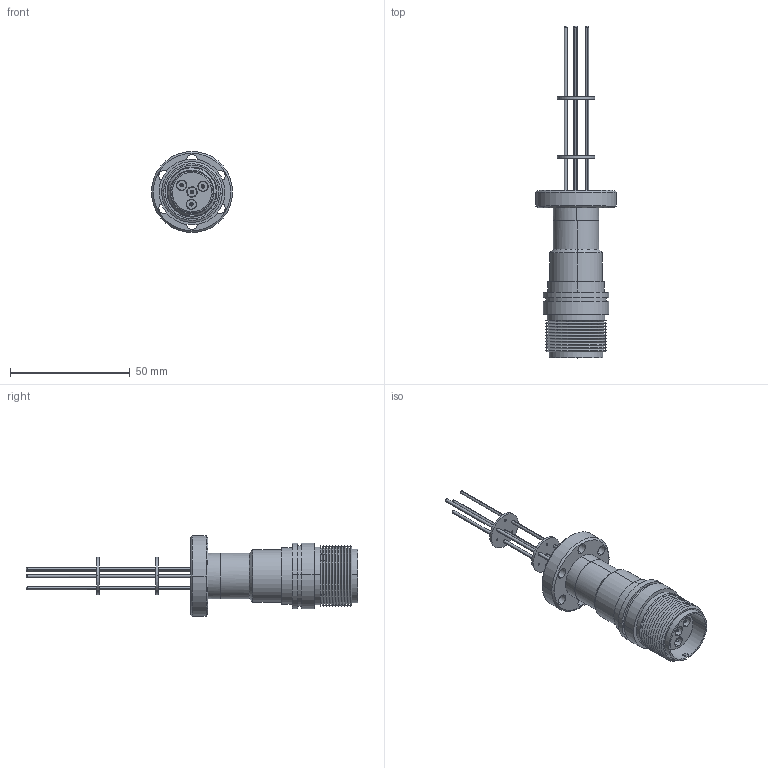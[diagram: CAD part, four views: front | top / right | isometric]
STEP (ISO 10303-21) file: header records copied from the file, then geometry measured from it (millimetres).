
FILE_DESCRIPTION (( 'STEP AP203' ), '1' );
FILE_NAME ('267-075HV12K-4-C16.STEP', '2013-03-18T19:23:15', ( '' ), ( '' ), 'SwSTEP 2.0', 'SolidWorks 2012', '' );
FILE_SCHEMA (( 'CONFIG_CONTROL_DESIGN' ));
Length unit declared in the file: inch
Products named in the file (1): 267-075HV12K-4-C16
Bounding box: 33.78 x 138.48 x 33.78 mm (x, y, z)
Volume: 19646.1 mm3; surface area: 20331 mm2
Topology: 1 solids, 1 shells, 320 faces, 740 edges, 454 vertices
Faces by surface type: cylinder 147, cone 92, plane 55, bspline 26
Entity records: 9697 total; most frequent: CARTESIAN_POINT 2121, DIRECTION 1740, ORIENTED_EDGE 1448, AXIS2_PLACEMENT_3D 741, EDGE_CURVE 724, VERTEX_POINT 454, CIRCLE 446, EDGE_LOOP 404
